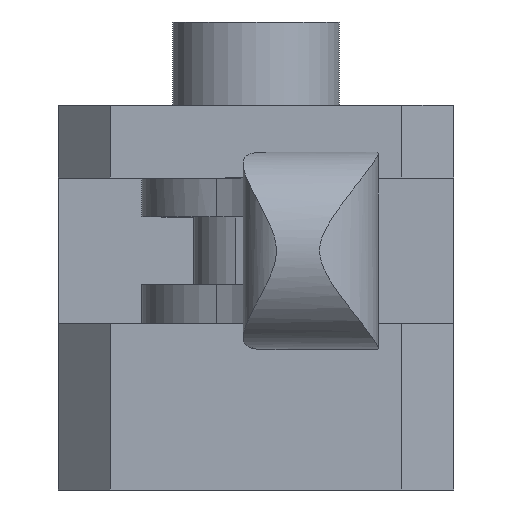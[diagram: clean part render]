
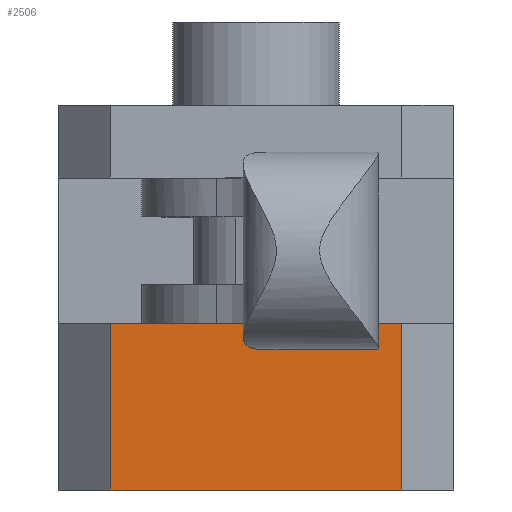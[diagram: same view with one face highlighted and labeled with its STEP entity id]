
A CAD part, left-side view. The second image highlights one B-rep face of the part: STEP entity #2506.
In plain terms, the highlighted planar face has unit normal (-1, 0, 0).
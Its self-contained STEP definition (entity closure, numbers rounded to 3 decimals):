
#31 = EDGE_CURVE ( 'NONE', #1588, #335, #1947, .T. ) ;
#39 = CARTESIAN_POINT ( 'NONE',  ( -51., 26., 0. ) ) ;
#58 = ORIENTED_EDGE ( 'NONE', *, *, #2729, .T. ) ;
#100 = DIRECTION ( 'NONE',  ( 0., -1., 0. ) ) ;
#144 = CARTESIAN_POINT ( 'NONE',  ( -51., 26., 0. ) ) ;
#174 = LINE ( 'NONE', #2466, #2591 ) ;
#207 = AXIS2_PLACEMENT_3D ( 'NONE', #2212, #319, #100 ) ;
#255 = LINE ( 'NONE', #39, #2115 ) ;
#319 = DIRECTION ( 'NONE',  ( -1., 0., 0. ) ) ;
#335 = VERTEX_POINT ( 'NONE', #144 ) ;
#628 = VERTEX_POINT ( 'NONE', #1433 ) ;
#710 = LINE ( 'NONE', #2029, #833 ) ;
#737 = VECTOR ( 'NONE', #2722, 1000. ) ;
#746 = FACE_OUTER_BOUND ( 'NONE', #2132, .T. ) ;
#756 = DIRECTION ( 'NONE',  ( 0., 0., 1. ) ) ;
#833 = VECTOR ( 'NONE', #756, 1000. ) ;
#895 = CARTESIAN_POINT ( 'NONE',  ( -51., -7., 0. ) ) ;
#1047 = VERTEX_POINT ( 'NONE', #1960 ) ;
#1109 = DIRECTION ( 'NONE',  ( 0., 0., -1. ) ) ;
#1366 = CARTESIAN_POINT ( 'NONE',  ( -51., -2., 0. ) ) ;
#1375 = PLANE ( 'NONE',  #207 ) ;
#1423 = DIRECTION ( 'NONE',  ( 0., -1., 0. ) ) ;
#1433 = CARTESIAN_POINT ( 'NONE',  ( -51., -2., 16. ) ) ;
#1452 = ORIENTED_EDGE ( 'NONE', *, *, #2643, .F. ) ;
#1485 = EDGE_CURVE ( 'NONE', #1588, #628, #710, .T. ) ;
#1588 = VERTEX_POINT ( 'NONE', #1366 ) ;
#1929 = ORIENTED_EDGE ( 'NONE', *, *, #31, .F. ) ;
#1947 = LINE ( 'NONE', #895, #737 ) ;
#1960 = CARTESIAN_POINT ( 'NONE',  ( -51., 26., 16. ) ) ;
#2029 = CARTESIAN_POINT ( 'NONE',  ( -51., -2., 16. ) ) ;
#2115 = VECTOR ( 'NONE', #1109, 1000. ) ;
#2132 = EDGE_LOOP ( 'NONE', ( #1929, #2625, #1452, #58 ) ) ;
#2212 = CARTESIAN_POINT ( 'NONE',  ( -51., 31., 0. ) ) ;
#2466 = CARTESIAN_POINT ( 'NONE',  ( -51., 31., 16. ) ) ;
#2506 = ADVANCED_FACE ( 'NONE', ( #746 ), #1375, .T. ) ;
#2591 = VECTOR ( 'NONE', #1423, 1000. ) ;
#2625 = ORIENTED_EDGE ( 'NONE', *, *, #1485, .T. ) ;
#2643 = EDGE_CURVE ( 'NONE', #1047, #628, #174, .T. ) ;
#2722 = DIRECTION ( 'NONE',  ( 0., 1., 0. ) ) ;
#2729 = EDGE_CURVE ( 'NONE', #1047, #335, #255, .T. ) ;
